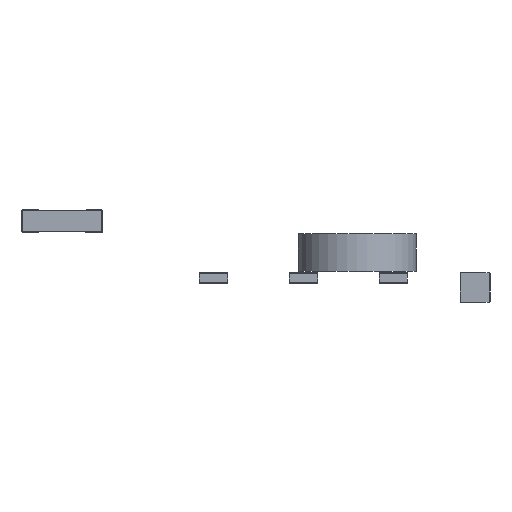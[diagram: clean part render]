
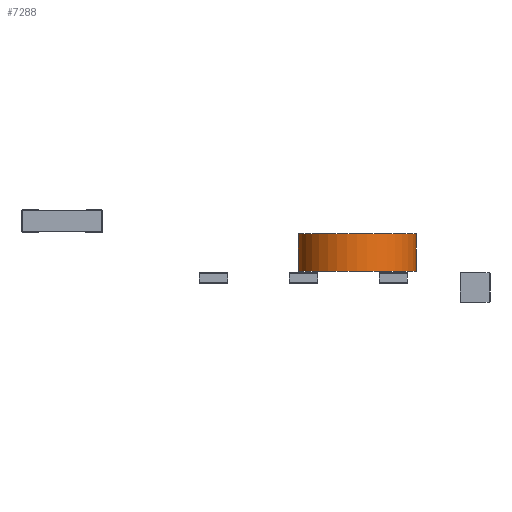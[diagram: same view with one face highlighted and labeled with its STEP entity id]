
A CAD part, left-side view. The second image highlights one B-rep face of the part: STEP entity #7288.
In plain terms, the highlighted cylindrical face has radius 2.5 mm (diameter 5 mm), a full revolution.
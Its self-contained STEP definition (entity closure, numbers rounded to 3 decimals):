
#7288 = ADVANCED_FACE('',(#7289),#7303,.T.);
#7289 = FACE_BOUND('',#7290,.F.);
#7290 = EDGE_LOOP('',(#7291,#7321,#7348,#7349));
#7291 = ORIENTED_EDGE('',*,*,#7292,.T.);
#7292 = EDGE_CURVE('',#7293,#7295,#7297,.T.);
#7293 = VERTEX_POINT('',#7294);
#7294 = CARTESIAN_POINT('',(197.5,-122.5,0.));
#7295 = VERTEX_POINT('',#7296);
#7296 = CARTESIAN_POINT('',(197.5,-122.5,1.6));
#7297 = SEAM_CURVE('',#7298,(#7302,#7314),.PCURVE_S1.);
#7298 = LINE('',#7299,#7300);
#7299 = CARTESIAN_POINT('',(197.5,-122.5,0.));
#7300 = VECTOR('',#7301,1.);
#7301 = DIRECTION('',(0.,0.,1.));
#7302 = PCURVE('',#7303,#7308);
#7303 = CYLINDRICAL_SURFACE('',#7304,2.5);
#7304 = AXIS2_PLACEMENT_3D('',#7305,#7306,#7307);
#7305 = CARTESIAN_POINT('',(195.,-122.5,0.));
#7306 = DIRECTION('',(-0.,-0.,-1.));
#7307 = DIRECTION('',(1.,0.,-0.));
#7308 = DEFINITIONAL_REPRESENTATION('',(#7309),#7313);
#7309 = LINE('',#7310,#7311);
#7310 = CARTESIAN_POINT('',(-0.,0.));
#7311 = VECTOR('',#7312,1.);
#7312 = DIRECTION('',(-0.,-1.));
#7313 = ( GEOMETRIC_REPRESENTATION_CONTEXT(2) 
PARAMETRIC_REPRESENTATION_CONTEXT() REPRESENTATION_CONTEXT('2D SPACE',''
  ) );
#7314 = PCURVE('',#7303,#7315);
#7315 = DEFINITIONAL_REPRESENTATION('',(#7316),#7320);
#7316 = LINE('',#7317,#7318);
#7317 = CARTESIAN_POINT('',(-6.283,0.));
#7318 = VECTOR('',#7319,1.);
#7319 = DIRECTION('',(-0.,-1.));
#7320 = ( GEOMETRIC_REPRESENTATION_CONTEXT(2) 
PARAMETRIC_REPRESENTATION_CONTEXT() REPRESENTATION_CONTEXT('2D SPACE',''
  ) );
#7321 = ORIENTED_EDGE('',*,*,#7322,.T.);
#7322 = EDGE_CURVE('',#7295,#7295,#7323,.T.);
#7323 = SURFACE_CURVE('',#7324,(#7329,#7336),.PCURVE_S1.);
#7324 = CIRCLE('',#7325,2.5);
#7325 = AXIS2_PLACEMENT_3D('',#7326,#7327,#7328);
#7326 = CARTESIAN_POINT('',(195.,-122.5,1.6));
#7327 = DIRECTION('',(0.,0.,1.));
#7328 = DIRECTION('',(1.,0.,-0.));
#7329 = PCURVE('',#7303,#7330);
#7330 = DEFINITIONAL_REPRESENTATION('',(#7331),#7335);
#7331 = LINE('',#7332,#7333);
#7332 = CARTESIAN_POINT('',(-0.,-1.6));
#7333 = VECTOR('',#7334,1.);
#7334 = DIRECTION('',(-1.,0.));
#7335 = ( GEOMETRIC_REPRESENTATION_CONTEXT(2) 
PARAMETRIC_REPRESENTATION_CONTEXT() REPRESENTATION_CONTEXT('2D SPACE',''
  ) );
#7336 = PCURVE('',#7337,#7342);
#7337 = PLANE('',#7338);
#7338 = AXIS2_PLACEMENT_3D('',#7339,#7340,#7341);
#7339 = CARTESIAN_POINT('',(195.,-122.5,1.6));
#7340 = DIRECTION('',(0.,0.,1.));
#7341 = DIRECTION('',(1.,0.,-0.));
#7342 = DEFINITIONAL_REPRESENTATION('',(#7343),#7347);
#7343 = CIRCLE('',#7344,2.5);
#7344 = AXIS2_PLACEMENT_2D('',#7345,#7346);
#7345 = CARTESIAN_POINT('',(0.,0.));
#7346 = DIRECTION('',(1.,0.));
#7347 = ( GEOMETRIC_REPRESENTATION_CONTEXT(2) 
PARAMETRIC_REPRESENTATION_CONTEXT() REPRESENTATION_CONTEXT('2D SPACE',''
  ) );
#7348 = ORIENTED_EDGE('',*,*,#7292,.F.);
#7349 = ORIENTED_EDGE('',*,*,#7350,.F.);
#7350 = EDGE_CURVE('',#7293,#7293,#7351,.T.);
#7351 = SURFACE_CURVE('',#7352,(#7357,#7364),.PCURVE_S1.);
#7352 = CIRCLE('',#7353,2.5);
#7353 = AXIS2_PLACEMENT_3D('',#7354,#7355,#7356);
#7354 = CARTESIAN_POINT('',(195.,-122.5,0.));
#7355 = DIRECTION('',(0.,0.,1.));
#7356 = DIRECTION('',(1.,0.,-0.));
#7357 = PCURVE('',#7303,#7358);
#7358 = DEFINITIONAL_REPRESENTATION('',(#7359),#7363);
#7359 = LINE('',#7360,#7361);
#7360 = CARTESIAN_POINT('',(-0.,0.));
#7361 = VECTOR('',#7362,1.);
#7362 = DIRECTION('',(-1.,0.));
#7363 = ( GEOMETRIC_REPRESENTATION_CONTEXT(2) 
PARAMETRIC_REPRESENTATION_CONTEXT() REPRESENTATION_CONTEXT('2D SPACE',''
  ) );
#7364 = PCURVE('',#7365,#7370);
#7365 = PLANE('',#7366);
#7366 = AXIS2_PLACEMENT_3D('',#7367,#7368,#7369);
#7367 = CARTESIAN_POINT('',(195.,-122.5,0.));
#7368 = DIRECTION('',(0.,0.,1.));
#7369 = DIRECTION('',(1.,0.,-0.));
#7370 = DEFINITIONAL_REPRESENTATION('',(#7371),#7375);
#7371 = CIRCLE('',#7372,2.5);
#7372 = AXIS2_PLACEMENT_2D('',#7373,#7374);
#7373 = CARTESIAN_POINT('',(0.,0.));
#7374 = DIRECTION('',(1.,0.));
#7375 = ( GEOMETRIC_REPRESENTATION_CONTEXT(2) 
PARAMETRIC_REPRESENTATION_CONTEXT() REPRESENTATION_CONTEXT('2D SPACE',''
  ) );
